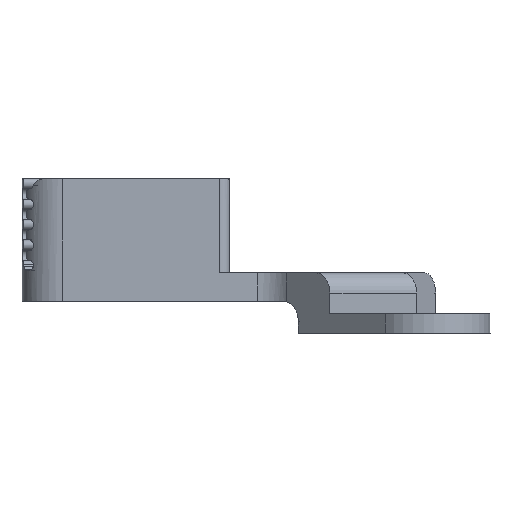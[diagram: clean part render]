
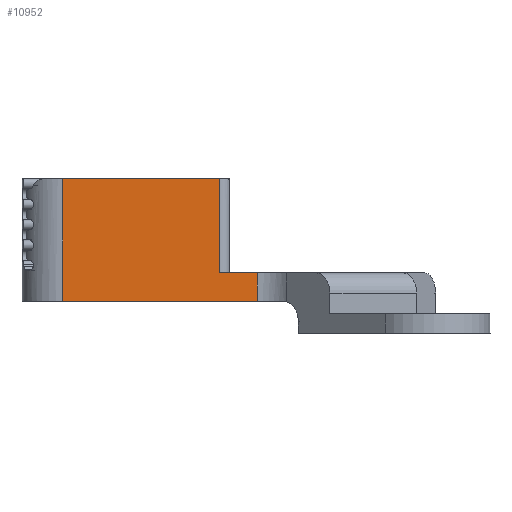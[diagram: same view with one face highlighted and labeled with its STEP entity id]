
A CAD part, left-side view. The second image highlights one B-rep face of the part: STEP entity #10952.
In plain terms, the highlighted planar face has unit normal (-1, 0, 0).
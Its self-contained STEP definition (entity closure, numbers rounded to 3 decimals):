
#300=PLANE('',#12371);
#867=FACE_OUTER_BOUND('',#1441,.T.);
#1441=EDGE_LOOP('',(#9898,#9899,#9900,#9901,#9902,#9903));
#1450=LINE('',#15943,#2177);
#1479=LINE('',#16316,#2206);
#1490=LINE('',#16348,#2217);
#2086=LINE('',#20712,#2813);
#2122=LINE('',#20777,#2849);
#2166=LINE('',#20893,#2893);
#2177=VECTOR('',#12399,10.);
#2206=VECTOR('',#12592,10.);
#2217=VECTOR('',#12619,10.);
#2813=VECTOR('',#15663,10.);
#2849=VECTOR('',#15747,10.);
#2893=VECTOR('',#15891,10.);
#3715=VERTEX_POINT('',#15940);
#3716=VERTEX_POINT('',#15942);
#3817=VERTEX_POINT('',#16313);
#3818=VERTEX_POINT('',#16315);
#3831=VERTEX_POINT('',#16347);
#4809=VERTEX_POINT('',#20711);
#4848=EDGE_CURVE('',#3715,#3716,#1450,.T.);
#4963=EDGE_CURVE('',#3817,#3818,#1479,.T.);
#4979=EDGE_CURVE('',#3831,#3818,#1490,.T.);
#6432=EDGE_CURVE('',#3831,#4809,#2086,.T.);
#6473=EDGE_CURVE('',#4809,#3715,#2122,.T.);
#6531=EDGE_CURVE('',#3817,#3716,#2166,.T.);
#9898=ORIENTED_EDGE('',*,*,#4848,.F.);
#9899=ORIENTED_EDGE('',*,*,#6473,.F.);
#9900=ORIENTED_EDGE('',*,*,#6432,.F.);
#9901=ORIENTED_EDGE('',*,*,#4979,.T.);
#9902=ORIENTED_EDGE('',*,*,#4963,.F.);
#9903=ORIENTED_EDGE('',*,*,#6531,.T.);
#10952=ADVANCED_FACE('',(#867),#300,.T.);
#12371=AXIS2_PLACEMENT_3D('',#20904,#15909,#15910);
#12399=DIRECTION('',(0.,0.,-1.));
#12592=DIRECTION('',(0.,0.,-1.));
#12619=DIRECTION('',(0.,-1.,0.));
#15663=DIRECTION('',(0.,0.,1.));
#15747=DIRECTION('',(0.,-1.,0.));
#15891=DIRECTION('',(0.,1.,0.));
#15909=DIRECTION('center_axis',(-1.,0.,0.));
#15910=DIRECTION('ref_axis',(0.,-1.,0.));
#15940=CARTESIAN_POINT('',(88.08,-84.738,9.165));
#15942=CARTESIAN_POINT('',(88.08,-84.738,4.565));
#15943=CARTESIAN_POINT('',(88.08,-84.738,6.115));
#16313=CARTESIAN_POINT('',(88.08,-86.596,4.565));
#16315=CARTESIAN_POINT('',(88.08,-86.596,3.165));
#16316=CARTESIAN_POINT('',(88.08,-86.596,3.165));
#16347=CARTESIAN_POINT('',(88.08,-77.09,3.165));
#16348=CARTESIAN_POINT('',(88.08,-77.09,3.165));
#20711=CARTESIAN_POINT('',(88.08,-77.09,9.165));
#20712=CARTESIAN_POINT('',(88.08,-77.09,3.165));
#20777=CARTESIAN_POINT('',(88.08,-77.09,9.165));
#20893=CARTESIAN_POINT('',(88.08,-84.35,4.565));
#20904=CARTESIAN_POINT('Origin',(88.08,-77.09,3.165));
